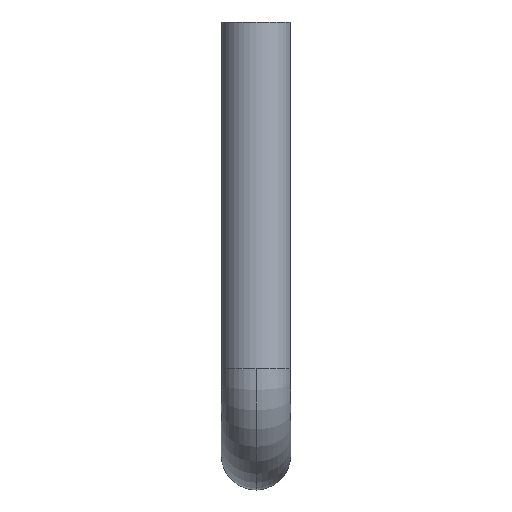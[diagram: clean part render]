
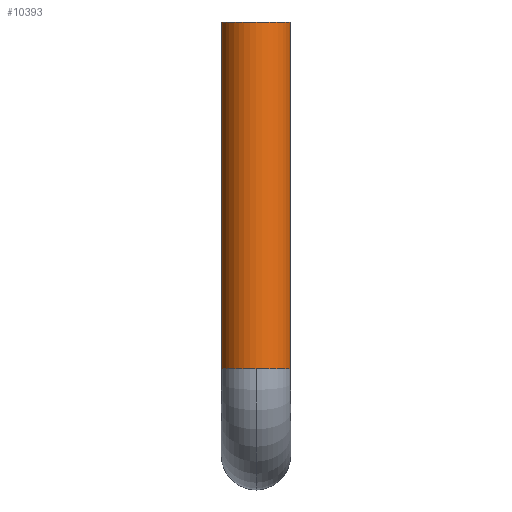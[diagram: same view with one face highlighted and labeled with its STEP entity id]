
A CAD part, front view. The second image highlights one B-rep face of the part: STEP entity #10393.
In plain terms, the highlighted cylindrical face has radius 6 mm (diameter 12 mm), a partial arc.
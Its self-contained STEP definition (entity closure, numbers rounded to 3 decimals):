
#341 = EDGE_CURVE ( 'NONE', #6390, #13415, #13676, .T. ) ;
#577 = CARTESIAN_POINT ( 'NONE',  ( 0., -6., -60. ) ) ;
#631 = DIRECTION ( 'NONE',  ( 0., 0., 1. ) ) ;
#1218 = CARTESIAN_POINT ( 'NONE',  ( 0., 0., -60. ) ) ;
#1374 = CARTESIAN_POINT ( 'NONE',  ( 6., 0., -60. ) ) ;
#1393 = DIRECTION ( 'NONE',  ( 0., 0., 1. ) ) ;
#1408 = ORIENTED_EDGE ( 'NONE', *, *, #7444, .F. ) ;
#1616 = DIRECTION ( 'NONE',  ( 0., 0., 1. ) ) ;
#1835 = EDGE_CURVE ( 'NONE', #10943, #6390, #10648, .T. ) ;
#1990 = VECTOR ( 'NONE', #12369, 1000. ) ;
#2286 = DIRECTION ( 'NONE',  ( 0., 0., 1. ) ) ;
#3049 = ORIENTED_EDGE ( 'NONE', *, *, #341, .T. ) ;
#3433 = ORIENTED_EDGE ( 'NONE', *, *, #6338, .T. ) ;
#4323 = AXIS2_PLACEMENT_3D ( 'NONE', #9177, #1393, #8202 ) ;
#4550 = CARTESIAN_POINT ( 'NONE',  ( -6., 0., -60. ) ) ;
#4590 = CIRCLE ( 'NONE', #5026, 6. ) ;
#4628 = DIRECTION ( 'NONE',  ( 1., 0., 0. ) ) ;
#4795 = ORIENTED_EDGE ( 'NONE', *, *, #7166, .F. ) ;
#5026 = AXIS2_PLACEMENT_3D ( 'NONE', #5030, #12846, #7264 ) ;
#5030 = CARTESIAN_POINT ( 'NONE',  ( 0., 0., 0. ) ) ;
#5318 = FACE_OUTER_BOUND ( 'NONE', #12617, .T. ) ;
#6257 = CARTESIAN_POINT ( 'NONE',  ( -6., 0., 0. ) ) ;
#6338 = EDGE_CURVE ( 'NONE', #13415, #11259, #7718, .T. ) ;
#6390 = VERTEX_POINT ( 'NONE', #577 ) ;
#7166 = EDGE_CURVE ( 'NONE', #9436, #11259, #4590, .T. ) ;
#7208 = AXIS2_PLACEMENT_3D ( 'NONE', #13891, #1616, #11949 ) ;
#7264 = DIRECTION ( 'NONE',  ( 1., 0., 0. ) ) ;
#7444 = EDGE_CURVE ( 'NONE', #10943, #9436, #13180, .T. ) ;
#7718 = LINE ( 'NONE', #14075, #11765 ) ;
#8202 = DIRECTION ( 'NONE',  ( 1., 0., 0. ) ) ;
#8229 = CARTESIAN_POINT ( 'NONE',  ( 6., 0., 0. ) ) ;
#9177 = CARTESIAN_POINT ( 'NONE',  ( 0., 0., -60. ) ) ;
#9436 = VERTEX_POINT ( 'NONE', #6257 ) ;
#9653 = ORIENTED_EDGE ( 'NONE', *, *, #1835, .T. ) ;
#10393 = ADVANCED_FACE ( 'NONE', ( #5318 ), #13914, .T. ) ;
#10648 = CIRCLE ( 'NONE', #4323, 6. ) ;
#10943 = VERTEX_POINT ( 'NONE', #14204 ) ;
#11086 = AXIS2_PLACEMENT_3D ( 'NONE', #1218, #2286, #4628 ) ;
#11259 = VERTEX_POINT ( 'NONE', #8229 ) ;
#11765 = VECTOR ( 'NONE', #631, 1000. ) ;
#11949 = DIRECTION ( 'NONE',  ( 1., 0., 0. ) ) ;
#12369 = DIRECTION ( 'NONE',  ( 0., 0., 1. ) ) ;
#12617 = EDGE_LOOP ( 'NONE', ( #1408, #9653, #3049, #3433, #4795 ) ) ;
#12846 = DIRECTION ( 'NONE',  ( 0., 0., 1. ) ) ;
#13180 = LINE ( 'NONE', #4550, #1990 ) ;
#13415 = VERTEX_POINT ( 'NONE', #1374 ) ;
#13676 = CIRCLE ( 'NONE', #7208, 6. ) ;
#13891 = CARTESIAN_POINT ( 'NONE',  ( 0., 0., -60. ) ) ;
#13914 = CYLINDRICAL_SURFACE ( 'NONE', #11086, 6. ) ;
#14075 = CARTESIAN_POINT ( 'NONE',  ( 6., 0., -60. ) ) ;
#14204 = CARTESIAN_POINT ( 'NONE',  ( -6., 0., -60. ) ) ;
